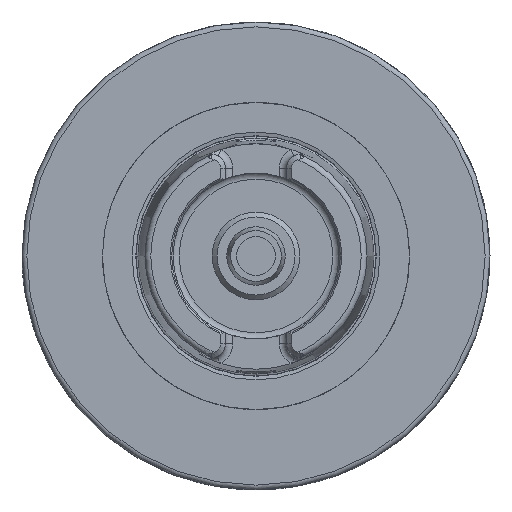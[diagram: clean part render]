
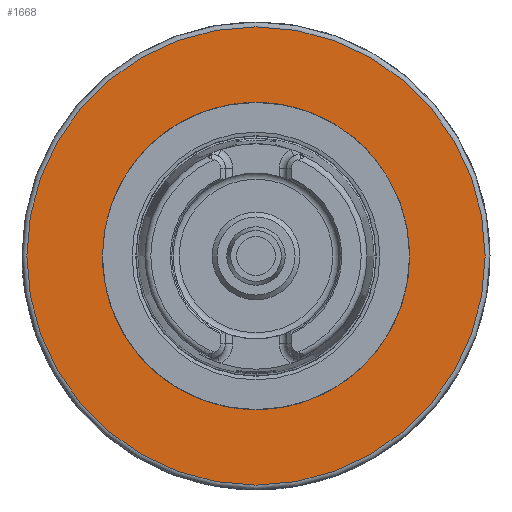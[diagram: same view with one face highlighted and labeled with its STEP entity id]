
A CAD part, left-side view. The second image highlights one B-rep face of the part: STEP entity #1668.
In plain terms, the highlighted planar face has unit normal (-1, 0, 0).
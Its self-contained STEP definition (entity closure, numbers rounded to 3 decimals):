
#1626=CARTESIAN_POINT('',(42.,26.25,0.0));
#1627=VERTEX_POINT('',#1626);
#1628=CARTESIAN_POINT('',(42.,0.0,0.0));
#1629=DIRECTION('',(1.0,0.0,0.0));
#1630=DIRECTION('',(0.0,1.0,0.0));
#1631=AXIS2_PLACEMENT_3D('',#1628,#1629,#1630);
#1632=CIRCLE('',#1631,26.25);
#1633=EDGE_CURVE('',#1627,#1627,#1632,.T.);
#1649=CARTESIAN_POINT('',(42.,36.625,0.0));
#1650=DIRECTION('',(-1.0,0.0,0.0));
#1651=DIRECTION('',(0.0,0.0,1.0));
#1652=AXIS2_PLACEMENT_3D('',#1649,#1650,#1651);
#1653=PLANE('',#1652);
#1654=CARTESIAN_POINT('',(42.,47.,0.0));
#1655=VERTEX_POINT('',#1654);
#1656=CARTESIAN_POINT('',(42.,0.0,0.0));
#1657=DIRECTION('',(1.0,0.0,0.0));
#1658=DIRECTION('',(0.0,1.0,0.0));
#1659=AXIS2_PLACEMENT_3D('',#1656,#1657,#1658);
#1660=CIRCLE('',#1659,47.);
#1661=EDGE_CURVE('',#1655,#1655,#1660,.T.);
#1662=ORIENTED_EDGE('',*,*,#1661,.F.);
#1663=EDGE_LOOP('',(#1662));
#1664=FACE_OUTER_BOUND('',#1663,.T.);
#1665=ORIENTED_EDGE('',*,*,#1633,.T.);
#1666=EDGE_LOOP('',(#1665));
#1667=FACE_BOUND('',#1666,.T.);
#1668=ADVANCED_FACE('',(#1664,#1667),#1653,.T.);
